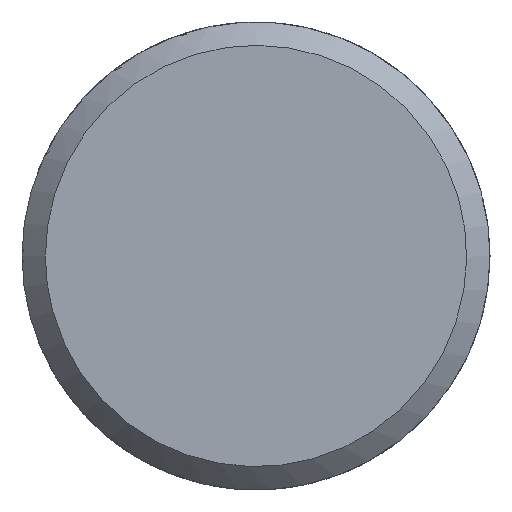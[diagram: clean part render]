
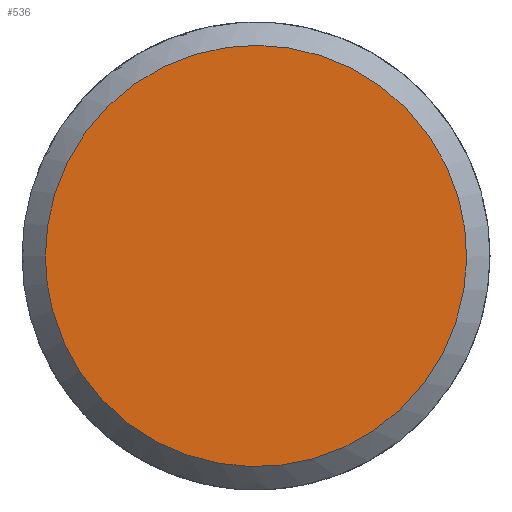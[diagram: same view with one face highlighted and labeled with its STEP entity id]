
A CAD part, left-side view. The second image highlights one B-rep face of the part: STEP entity #536.
In plain terms, the highlighted free-form (B-spline) face has degree [1, 1] with [2, 2] control points.
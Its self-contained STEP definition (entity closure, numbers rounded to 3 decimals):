
#465 = CARTESIAN_POINT ('', (-90., 4.5, 0.));
#466 = VERTEX_POINT ('', #465);
#474 = CARTESIAN_POINT ('', (-90., 4.5, 0.));
#475 = CARTESIAN_POINT ('', (-90., 4.5, 4.5));
#476 = CARTESIAN_POINT ('', (-90., 0., 4.5));
#477 = CARTESIAN_POINT ('', (-90., -4.5, 4.5));
#478 = CARTESIAN_POINT ('', (-90., -4.5, 0.));
#479 = CARTESIAN_POINT ('', (-90., -4.5, -4.5));
#480 = CARTESIAN_POINT ('', (-90., 0., -4.5));
#481 = CARTESIAN_POINT ('', (-90., 4.5, -4.5));
#482 = CARTESIAN_POINT ('', (-90., 4.5, 0.));
#483 = (
   BOUNDED_CURVE ()
   B_SPLINE_CURVE (2, (#474, #475, #476, #477, #478, #479, #480, #481, #482), .UNSPECIFIED., .T., .U.)
   B_SPLINE_CURVE_WITH_KNOTS ((3, 2, 2, 2, 3), (0., 0.25, 0.5, 0.75, 1.), .UNSPECIFIED.)
   CURVE ()
   GEOMETRIC_REPRESENTATION_ITEM ()
   RATIONAL_B_SPLINE_CURVE ((1., 0.707, 1., 0.707, 1., 0.707, 1., 0.707, 1.))
   REPRESENTATION_ITEM ('')
);
#484 = EDGE_CURVE ('', #466, #466, #483, .T.);
#528 = ORIENTED_EDGE ('', *, *, #484, .F.);
#529 = EDGE_LOOP ('', (#528));
#530 = FACE_OUTER_BOUND ('', #529, .T.);
#531 = CARTESIAN_POINT ('', (-90., -4.95, -4.95));
#532 = CARTESIAN_POINT ('', (-90., 4.95, -4.95));
#533 = CARTESIAN_POINT ('', (-90., -4.95, 4.95));
#534 = CARTESIAN_POINT ('', (-90., 4.95, 4.95));
#535 = B_SPLINE_SURFACE_WITH_KNOTS ('', 1, 1, ((#531, #532), (#533, #534)), .UNSPECIFIED., .F., .F., .U., (2, 2), (2, 2), (0., 1.), (0., 1.), .UNSPECIFIED.);
#536 = ADVANCED_FACE ('', (#530), #535, .T.);
